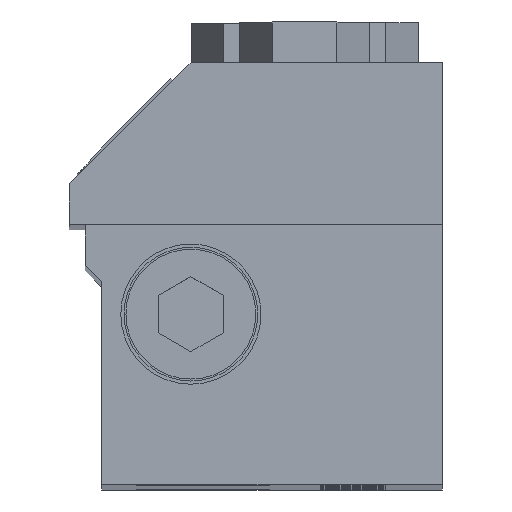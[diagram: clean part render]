
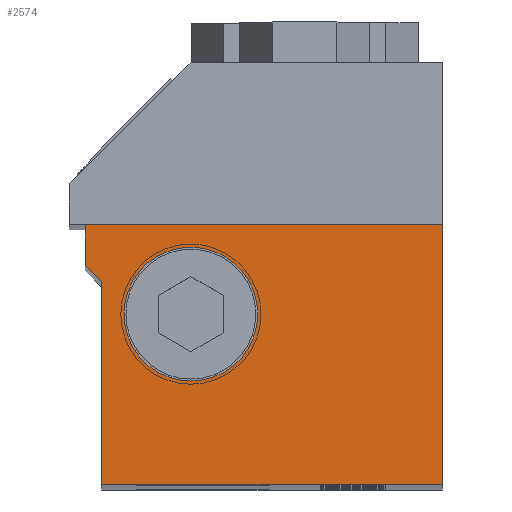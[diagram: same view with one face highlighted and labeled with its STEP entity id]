
A CAD part, top view. The second image highlights one B-rep face of the part: STEP entity #2574.
In plain terms, the highlighted planar face has unit normal (0, 0, 1).
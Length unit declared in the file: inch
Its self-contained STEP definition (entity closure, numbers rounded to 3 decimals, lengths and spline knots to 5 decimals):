
#883=CARTESIAN_POINT('',(-0.31246,0.66735,12.0));
#884=VERTEX_POINT('',#883);
#885=CARTESIAN_POINT('',(1.06254,0.66735,12.0));
#886=VERTEX_POINT('',#885);
#887=CARTESIAN_POINT('',(-0.31246,0.66735,12.0));
#888=DIRECTION('',(1.0,0.0,0.0));
#889=VECTOR('',#888,1.375);
#890=LINE('',#887,#889);
#891=EDGE_CURVE('',#884,#886,#890,.T.);
#1781=CARTESIAN_POINT('',(0.34379,0.3236,12.0));
#1782=VERTEX_POINT('',#1781);
#1783=CARTESIAN_POINT('',(0.09379,0.3236,12.0));
#1784=DIRECTION('',(0.0,0.0,-1.0));
#1785=DIRECTION('',(1.0,0.0,0.0));
#1786=AXIS2_PLACEMENT_3D('',#1783,#1784,#1785);
#1787=CIRCLE('',#1786,0.25);
#1788=EDGE_CURVE('',#1782,#1782,#1787,.T.);
#2378=CARTESIAN_POINT('',(1.06254,-0.33265,12.0));
#2379=VERTEX_POINT('',#2378);
#2380=CARTESIAN_POINT('',(1.06254,0.66735,12.0));
#2381=DIRECTION('',(0.0,-1.0,0.0));
#2382=VECTOR('',#2381,1.0);
#2383=LINE('',#2380,#2382);
#2384=EDGE_CURVE('',#886,#2379,#2383,.T.);
#2409=CARTESIAN_POINT('',(-0.24996,-0.33265,12.0));
#2410=VERTEX_POINT('',#2409);
#2411=CARTESIAN_POINT('',(1.06254,-0.33265,12.0));
#2412=DIRECTION('',(-1.0,0.0,0.0));
#2413=VECTOR('',#2412,1.3125);
#2414=LINE('',#2411,#2413);
#2415=EDGE_CURVE('',#2379,#2410,#2414,.T.);
#2479=CARTESIAN_POINT('',(-0.24996,0.4486,12.0));
#2480=VERTEX_POINT('',#2479);
#2481=CARTESIAN_POINT('',(-0.24996,-0.33265,12.0));
#2482=DIRECTION('',(0.0,1.0,0.0));
#2483=VECTOR('',#2482,0.78125);
#2484=LINE('',#2481,#2483);
#2485=EDGE_CURVE('',#2410,#2480,#2484,.T.);
#2510=CARTESIAN_POINT('',(-0.31246,0.5111,12.0));
#2511=VERTEX_POINT('',#2510);
#2512=CARTESIAN_POINT('',(-0.24996,0.4486,12.0));
#2513=DIRECTION('',(-0.707,0.707,0.0));
#2514=VECTOR('',#2513,0.08839);
#2515=LINE('',#2512,#2514);
#2516=EDGE_CURVE('',#2480,#2511,#2515,.T.);
#2541=CARTESIAN_POINT('',(-0.31246,0.5111,12.0));
#2542=DIRECTION('',(0.0,1.0,0.0));
#2543=VECTOR('',#2542,0.15625);
#2544=LINE('',#2541,#2543);
#2545=EDGE_CURVE('',#2511,#884,#2544,.T.);
#2558=CARTESIAN_POINT('',(0.39092,0.1757,12.0));
#2559=DIRECTION('',(0.0,0.0,1.0));
#2560=DIRECTION('',(1.0,0.0,0.0));
#2561=AXIS2_PLACEMENT_3D('',#2558,#2559,#2560);
#2562=PLANE('',#2561);
#2563=ORIENTED_EDGE('',*,*,#2384,.F.);
#2564=ORIENTED_EDGE('',*,*,#891,.F.);
#2565=ORIENTED_EDGE('',*,*,#2545,.F.);
#2566=ORIENTED_EDGE('',*,*,#2516,.F.);
#2567=ORIENTED_EDGE('',*,*,#2485,.F.);
#2568=ORIENTED_EDGE('',*,*,#2415,.F.);
#2569=EDGE_LOOP('',(#2563,#2564,#2565,#2566,#2567,#2568));
#2570=FACE_OUTER_BOUND('',#2569,.T.);
#2571=ORIENTED_EDGE('',*,*,#1788,.T.);
#2572=EDGE_LOOP('',(#2571));
#2573=FACE_BOUND('',#2572,.T.);
#2574=ADVANCED_FACE('',(#2570,#2573),#2562,.T.);
